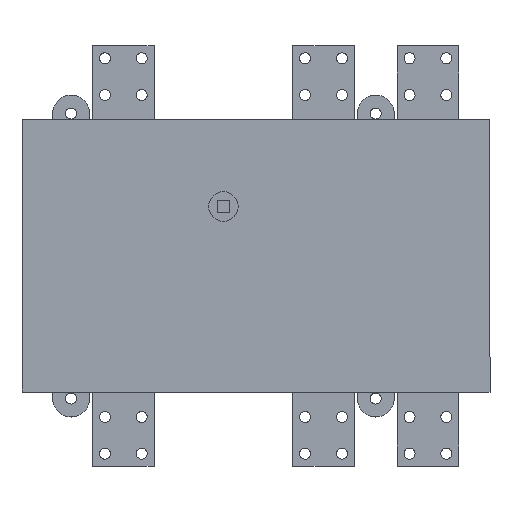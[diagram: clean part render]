
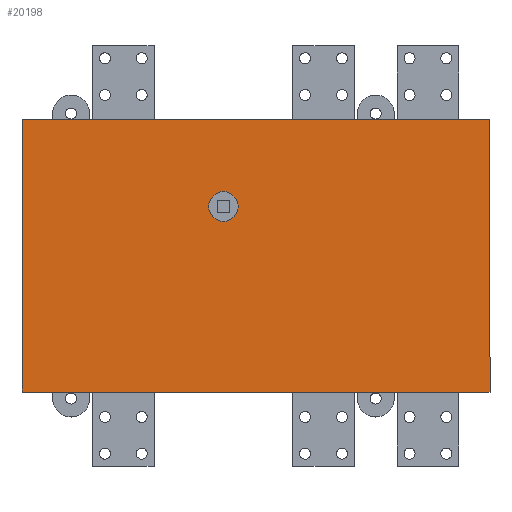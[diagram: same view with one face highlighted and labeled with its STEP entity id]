
A CAD part, top view. The second image highlights one B-rep face of the part: STEP entity #20198.
In plain terms, the highlighted planar face has unit normal (0, 0, 1).
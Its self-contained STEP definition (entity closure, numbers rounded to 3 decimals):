
#19916=CARTESIAN_POINT('',(150.,40.,203.0));
#19917=VERTEX_POINT('',#19916);
#19933=CARTESIAN_POINT('',(174.,40.,203.0));
#19934=VERTEX_POINT('',#19933);
#19941=CARTESIAN_POINT('',(162.,40.,203.0));
#19942=DIRECTION('',(0.0,0.0,-1.0));
#19943=DIRECTION('',(-1.0,0.0,0.0));
#19944=AXIS2_PLACEMENT_3D('',#19941,#19942,#19943);
#19945=CIRCLE('',#19944,12.);
#19946=EDGE_CURVE('',#19917,#19934,#19945,.T.);
#20121=CARTESIAN_POINT('',(162.,40.,203.0));
#20122=DIRECTION('',(0.0,0.0,-1.0));
#20123=DIRECTION('',(-1.0,0.0,0.0));
#20124=AXIS2_PLACEMENT_3D('',#20121,#20122,#20123);
#20125=CIRCLE('',#20124,12.);
#20126=EDGE_CURVE('',#19934,#19917,#20125,.T.);
#20155=CARTESIAN_POINT('',(188.5,0.,203.0));
#20156=DIRECTION('',(0.0,0.0,1.0));
#20157=DIRECTION('',(1.0,0.0,0.0));
#20158=AXIS2_PLACEMENT_3D('',#20155,#20156,#20157);
#20159=PLANE('',#20158);
#20160=CARTESIAN_POINT('',(-2.,-111.,203.0));
#20161=VERTEX_POINT('',#20160);
#20162=CARTESIAN_POINT('',(-2.,111.,203.0));
#20163=VERTEX_POINT('',#20162);
#20164=CARTESIAN_POINT('',(-2.,-111.,203.));
#20165=DIRECTION('',(0.0,1.0,0.0));
#20166=VECTOR('',#20165,222.0);
#20167=LINE('',#20164,#20166);
#20168=EDGE_CURVE('',#20161,#20163,#20167,.T.);
#20169=ORIENTED_EDGE('',*,*,#20168,.F.);
#20170=CARTESIAN_POINT('',(379.,-111.,203.0));
#20171=VERTEX_POINT('',#20170);
#20172=CARTESIAN_POINT('',(379.,-111.,203.));
#20173=DIRECTION('',(-1.0,0.0,0.0));
#20174=VECTOR('',#20173,381.0);
#20175=LINE('',#20172,#20174);
#20176=EDGE_CURVE('',#20171,#20161,#20175,.T.);
#20177=ORIENTED_EDGE('',*,*,#20176,.F.);
#20178=CARTESIAN_POINT('',(379.,111.,203.0));
#20179=VERTEX_POINT('',#20178);
#20180=CARTESIAN_POINT('',(379.,111.,203.));
#20181=DIRECTION('',(0.0,-1.0,0.0));
#20182=VECTOR('',#20181,222.0);
#20183=LINE('',#20180,#20182);
#20184=EDGE_CURVE('',#20179,#20171,#20183,.T.);
#20185=ORIENTED_EDGE('',*,*,#20184,.F.);
#20186=CARTESIAN_POINT('',(-2.,111.,203.));
#20187=DIRECTION('',(1.0,0.0,0.0));
#20188=VECTOR('',#20187,381.);
#20189=LINE('',#20186,#20188);
#20190=EDGE_CURVE('',#20163,#20179,#20189,.T.);
#20191=ORIENTED_EDGE('',*,*,#20190,.F.);
#20192=EDGE_LOOP('',(#20169,#20177,#20185,#20191));
#20193=FACE_OUTER_BOUND('',#20192,.T.);
#20194=ORIENTED_EDGE('',*,*,#20126,.T.);
#20195=ORIENTED_EDGE('',*,*,#19946,.T.);
#20196=EDGE_LOOP('',(#20194,#20195));
#20197=FACE_BOUND('',#20196,.T.);
#20198=ADVANCED_FACE('',(#20193,#20197),#20159,.T.);
